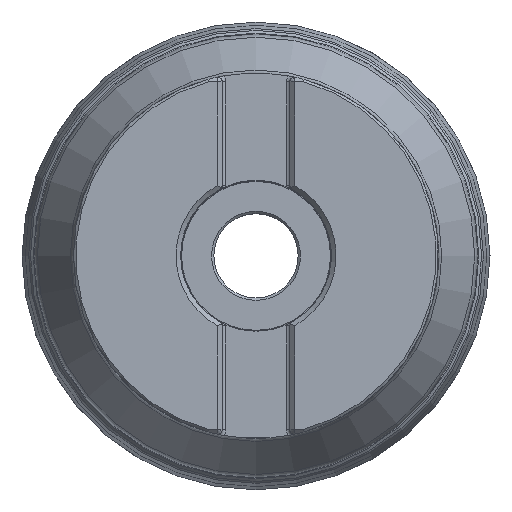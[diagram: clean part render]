
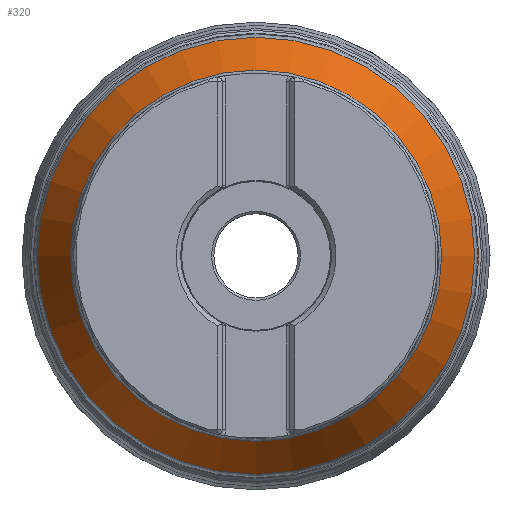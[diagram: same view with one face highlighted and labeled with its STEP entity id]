
A CAD part, top view. The second image highlights one B-rep face of the part: STEP entity #320.
In plain terms, the highlighted conical face has half-angle 29.5 degrees and reference radius 39 mm.
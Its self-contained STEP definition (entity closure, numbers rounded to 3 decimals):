
#50=CONICAL_SURFACE('',#1575,39.,29.5);
#320=ADVANCED_FACE('',(#561,#562),#50,.T.);
#561=FACE_BOUND('',#673,.T.);
#562=FACE_BOUND('',#674,.T.);
#673=EDGE_LOOP('',(#862));
#674=EDGE_LOOP('',(#863));
#862=ORIENTED_EDGE('',*,*,#1317,.T.);
#863=ORIENTED_EDGE('',*,*,#1318,.T.);
#1184=VERTEX_POINT('',#2595);
#1185=VERTEX_POINT('',#2597);
#1317=EDGE_CURVE('',#1184,#1184,#1472,.T.);
#1318=EDGE_CURVE('',#1185,#1185,#1473,.T.);
#1472=CIRCLE('',#1573,39.648);
#1473=CIRCLE('',#1574,46.692);
#1573=AXIS2_PLACEMENT_3D('',#2594,#1840,#1841);
#1574=AXIS2_PLACEMENT_3D('',#2596,#1842,#1843);
#1575=AXIS2_PLACEMENT_3D('',#2598,#1844,#1845);
#1840=DIRECTION('',(0.,0.,-1.));
#1841=DIRECTION('',(-1.,0.,0.));
#1842=DIRECTION('',(0.,0.,1.));
#1843=DIRECTION('',(1.,0.,0.));
#1844=DIRECTION('',(0.,0.,-1.));
#1845=DIRECTION('',(-1.,0.,0.));
#2594=CARTESIAN_POINT('',(0.,0.,-16.146));
#2595=CARTESIAN_POINT('',(-39.648,0.,-16.146));
#2596=CARTESIAN_POINT('',(0.,0.,-28.596));
#2597=CARTESIAN_POINT('',(46.692,0.,-28.596));
#2598=CARTESIAN_POINT('',(0.,0.,-15.));
